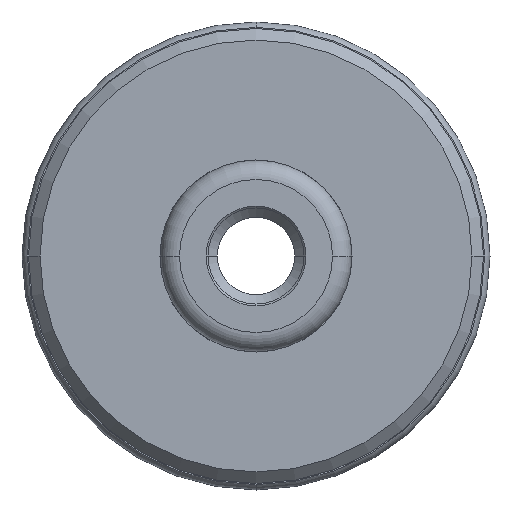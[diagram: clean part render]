
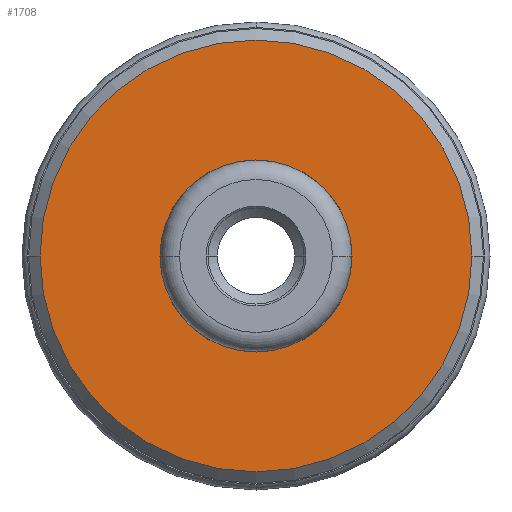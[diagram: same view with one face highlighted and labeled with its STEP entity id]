
A CAD part, left-side view. The second image highlights one B-rep face of the part: STEP entity #1708.
In plain terms, the highlighted planar face has unit normal (-1, 0, 0).
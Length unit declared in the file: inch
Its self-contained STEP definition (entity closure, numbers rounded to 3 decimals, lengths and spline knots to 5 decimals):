
#660=CARTESIAN_POINT('',(-0.62,0.,0.));
#661=DIRECTION('',(-1.,0.,0.));
#662=DIRECTION('',(0.,-1.,0.));
#663=AXIS2_PLACEMENT_3D('',#660,#661,#662);
#665=CARTESIAN_POINT('',(-0.62,0.,0.));
#666=DIRECTION('',(-1.,0.,0.));
#667=DIRECTION('',(0.,1.,0.));
#668=AXIS2_PLACEMENT_3D('',#665,#666,#667);
#670=CARTESIAN_POINT('',(-0.62,0.,0.));
#671=DIRECTION('',(1.,0.,0.));
#672=DIRECTION('',(0.,1.,0.));
#673=AXIS2_PLACEMENT_3D('',#670,#671,#672);
#675=CARTESIAN_POINT('',(-0.62,0.,0.));
#676=DIRECTION('',(1.,0.,0.));
#677=DIRECTION('',(0.,-1.,0.));
#678=AXIS2_PLACEMENT_3D('',#675,#676,#677);
#796=CARTESIAN_POINT('',(-0.62,-0.562,0.));
#797=CARTESIAN_POINT('',(-0.62,0.562,0.));
#798=VERTEX_POINT('',#796);
#799=VERTEX_POINT('',#797);
#884=CARTESIAN_POINT('',(-0.62,0.25,0.));
#885=CARTESIAN_POINT('',(-0.62,-0.25,0.));
#886=VERTEX_POINT('',#884);
#887=VERTEX_POINT('',#885);
#1692=CARTESIAN_POINT('',(-0.62,0.,0.));
#1693=DIRECTION('',(-1.,0.,0.));
#1694=DIRECTION('',(0.,1.,0.));
#1695=AXIS2_PLACEMENT_3D('',#1692,#1693,#1694);
#1696=PLANE('',#1695);
#1698=ORIENTED_EDGE('',*,*,#1697,.F.);
#1699=ORIENTED_EDGE('',*,*,#1682,.F.);
#1700=EDGE_LOOP('',(#1698,#1699));
#1701=FACE_OUTER_BOUND('',#1700,.F.);
#1703=ORIENTED_EDGE('',*,*,#1702,.F.);
#1705=ORIENTED_EDGE('',*,*,#1704,.F.);
#1706=EDGE_LOOP('',(#1703,#1705));
#1707=FACE_BOUND('',#1706,.F.);
#664=CIRCLE('',#663,0.562);
#669=CIRCLE('',#668,0.562);
#674=CIRCLE('',#673,0.25);
#679=CIRCLE('',#678,0.25);
#1682=EDGE_CURVE('',#799,#798,#669,.T.);
#1697=EDGE_CURVE('',#798,#799,#664,.T.);
#1702=EDGE_CURVE('',#886,#887,#674,.T.);
#1704=EDGE_CURVE('',#887,#886,#679,.T.);
#1708=ADVANCED_FACE('',(#1701,#1707),#1696,.T.);
